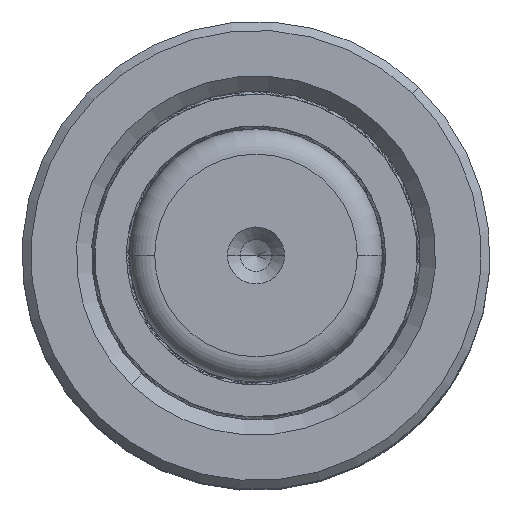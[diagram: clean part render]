
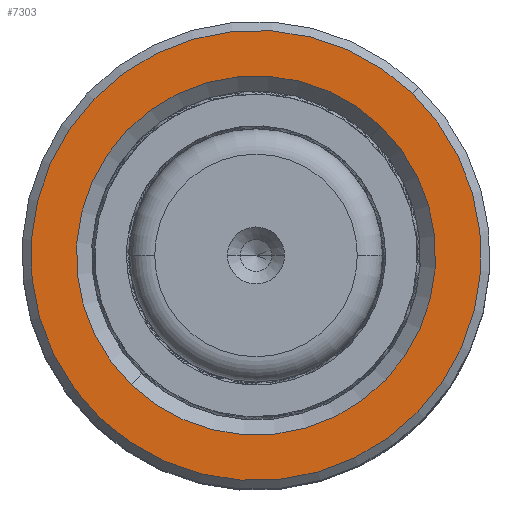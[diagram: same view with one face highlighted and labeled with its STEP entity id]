
A CAD part, top view. The second image highlights one B-rep face of the part: STEP entity #7303.
In plain terms, the highlighted planar face has unit normal (0, 0, 1).
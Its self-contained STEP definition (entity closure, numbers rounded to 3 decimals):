
#341 = CARTESIAN_POINT ( 'NONE',  ( 0., 0., 50. ) ) ;
#649 = CARTESIAN_POINT ( 'NONE',  ( 14.2, 0., 50. ) ) ;
#1776 = AXIS2_PLACEMENT_3D ( 'NONE', #25109, #24981, #10839 ) ;
#3974 = DIRECTION ( 'NONE',  ( 0., 0., -1. ) ) ;
#4094 = EDGE_LOOP ( 'NONE', ( #36050, #9670 ) ) ;
#5943 = CARTESIAN_POINT ( 'NONE',  ( -14.2, 0., 50. ) ) ;
#6131 = EDGE_CURVE ( 'NONE', #17576, #32332, #13403, .T. ) ;
#7179 = AXIS2_PLACEMENT_3D ( 'NONE', #20036, #34300, #28883 ) ;
#7303 = ADVANCED_FACE ( 'NONE', ( #33645, #16913 ), #17448, .T. ) ;
#9182 = AXIS2_PLACEMENT_3D ( 'NONE', #341, #3974, #31061 ) ;
#9670 = ORIENTED_EDGE ( 'NONE', *, *, #6131, .T. ) ;
#10839 = DIRECTION ( 'NONE',  ( 1., 0., 0. ) ) ;
#11199 = DIRECTION ( 'NONE',  ( 0., 0., 1. ) ) ;
#11246 = CARTESIAN_POINT ( 'NONE',  ( -17.8, 0., 50. ) ) ;
#13403 = CIRCLE ( 'NONE', #9182, 14.2 ) ;
#13488 = EDGE_LOOP ( 'NONE', ( #26957, #14811 ) ) ;
#14811 = ORIENTED_EDGE ( 'NONE', *, *, #33473, .T. ) ;
#15065 = CARTESIAN_POINT ( 'NONE',  ( 17.8, 0., 50. ) ) ;
#15779 = AXIS2_PLACEMENT_3D ( 'NONE', #31361, #28651, #25815 ) ;
#16913 = FACE_BOUND ( 'NONE', #4094, .T. ) ;
#17448 = PLANE ( 'NONE',  #15779 ) ;
#17576 = VERTEX_POINT ( 'NONE', #5943 ) ;
#17879 = EDGE_CURVE ( 'NONE', #21477, #26592, #23268, .T. ) ;
#20036 = CARTESIAN_POINT ( 'NONE',  ( 0., 0., 50. ) ) ;
#21477 = VERTEX_POINT ( 'NONE', #11246 ) ;
#22253 = CARTESIAN_POINT ( 'NONE',  ( 0., 0., 50. ) ) ;
#23268 = CIRCLE ( 'NONE', #28406, 17.8 ) ;
#24981 = DIRECTION ( 'NONE',  ( 0., 0., 1. ) ) ;
#25109 = CARTESIAN_POINT ( 'NONE',  ( 0., 0., 50. ) ) ;
#25815 = DIRECTION ( 'NONE',  ( 1., 0., 0. ) ) ;
#25887 = EDGE_CURVE ( 'NONE', #32332, #17576, #29519, .T. ) ;
#26592 = VERTEX_POINT ( 'NONE', #15065 ) ;
#26957 = ORIENTED_EDGE ( 'NONE', *, *, #17879, .T. ) ;
#28406 = AXIS2_PLACEMENT_3D ( 'NONE', #22253, #11199, #33321 ) ;
#28651 = DIRECTION ( 'NONE',  ( 0., 0., 1. ) ) ;
#28883 = DIRECTION ( 'NONE',  ( 1., 0., 0. ) ) ;
#29519 = CIRCLE ( 'NONE', #7179, 14.2 ) ;
#29630 = CIRCLE ( 'NONE', #1776, 17.8 ) ;
#31061 = DIRECTION ( 'NONE',  ( 1., 0., 0. ) ) ;
#31361 = CARTESIAN_POINT ( 'NONE',  ( 0., 0., 50. ) ) ;
#32332 = VERTEX_POINT ( 'NONE', #649 ) ;
#33321 = DIRECTION ( 'NONE',  ( 1., 0., 0. ) ) ;
#33473 = EDGE_CURVE ( 'NONE', #26592, #21477, #29630, .T. ) ;
#33645 = FACE_OUTER_BOUND ( 'NONE', #13488, .T. ) ;
#34300 = DIRECTION ( 'NONE',  ( 0., 0., -1. ) ) ;
#36050 = ORIENTED_EDGE ( 'NONE', *, *, #25887, .T. ) ;
